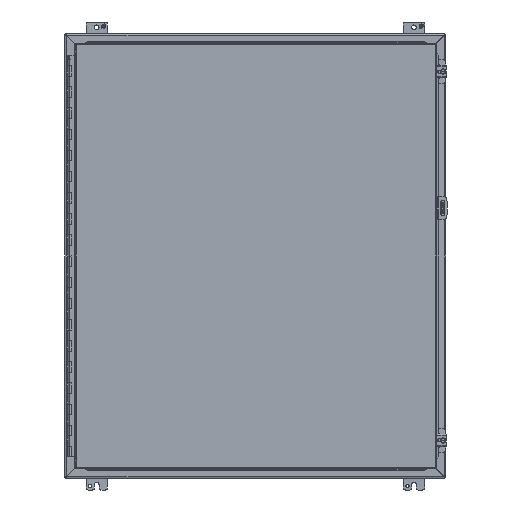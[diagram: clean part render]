
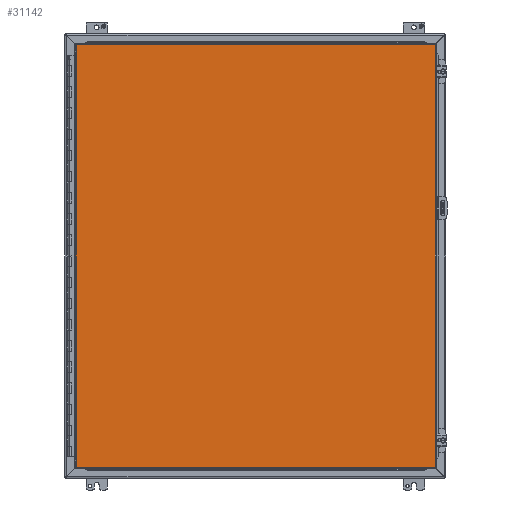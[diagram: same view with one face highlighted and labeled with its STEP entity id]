
A CAD part, front view. The second image highlights one B-rep face of the part: STEP entity #31142.
In plain terms, the highlighted planar face has unit normal (0, -1, 0).
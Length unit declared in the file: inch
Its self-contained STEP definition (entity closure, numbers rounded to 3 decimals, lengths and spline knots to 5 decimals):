
#229 = CARTESIAN_POINT ( 'NONE',  ( 17.017, -17.185, 19.9945 ) ) ;
#423 = PLANE ( 'NONE',  #18221 ) ;
#587 = CARTESIAN_POINT ( 'NONE',  ( 17.017, -17.185, -19.9945 ) ) ;
#1236 = ORIENTED_EDGE ( 'NONE', *, *, #42241, .F. ) ;
#2360 = EDGE_LOOP ( 'NONE', ( #41884, #27570, #1236, #34969 ) ) ;
#4304 = VECTOR ( 'NONE', #40512, 39.37008 ) ;
#4511 = VERTEX_POINT ( 'NONE', #16559 ) ;
#7719 = FACE_OUTER_BOUND ( 'NONE', #2360, .T. ) ;
#8701 = VERTEX_POINT ( 'NONE', #587 ) ;
#9316 = CARTESIAN_POINT ( 'NONE',  ( -16.955, -17.185, 19.9945 ) ) ;
#11958 = VERTEX_POINT ( 'NONE', #9316 ) ;
#11989 = DIRECTION ( 'NONE',  ( 0., 0., -1. ) ) ;
#15750 = EDGE_CURVE ( 'NONE', #11958, #4511, #39263, .T. ) ;
#16371 = CARTESIAN_POINT ( 'NONE',  ( -16.955, -17.185, 19.9945 ) ) ;
#16559 = CARTESIAN_POINT ( 'NONE',  ( 17.017, -17.185, 19.9945 ) ) ;
#18221 = AXIS2_PLACEMENT_3D ( 'NONE', #23083, #46466, #11989 ) ;
#23083 = CARTESIAN_POINT ( 'NONE',  ( -16.955, -17.185, -19.9945 ) ) ;
#23235 = EDGE_CURVE ( 'NONE', #8701, #23650, #30313, .T. ) ;
#23650 = VERTEX_POINT ( 'NONE', #37088 ) ;
#25168 = CARTESIAN_POINT ( 'NONE',  ( -16.955, -17.185, -19.9945 ) ) ;
#26063 = CARTESIAN_POINT ( 'NONE',  ( 17.017, -17.185, -19.9945 ) ) ;
#26302 = DIRECTION ( 'NONE',  ( -1., 0., 0. ) ) ;
#27151 = LINE ( 'NONE', #229, #38273 ) ;
#27570 = ORIENTED_EDGE ( 'NONE', *, *, #15750, .F. ) ;
#28927 = LINE ( 'NONE', #25168, #4304 ) ;
#29429 = EDGE_CURVE ( 'NONE', #4511, #8701, #27151, .T. ) ;
#30313 = LINE ( 'NONE', #26063, #32762 ) ;
#30408 = DIRECTION ( 'NONE',  ( 0., 0., -1. ) ) ;
#31142 = ADVANCED_FACE ( 'NONE', ( #7719 ), #423, .T. ) ;
#31714 = DIRECTION ( 'NONE',  ( 1., 0., 0. ) ) ;
#32762 = VECTOR ( 'NONE', #26302, 39.37008 ) ;
#34969 = ORIENTED_EDGE ( 'NONE', *, *, #23235, .F. ) ;
#37060 = VECTOR ( 'NONE', #31714, 39.37008 ) ;
#37088 = CARTESIAN_POINT ( 'NONE',  ( -16.955, -17.185, -19.9945 ) ) ;
#38273 = VECTOR ( 'NONE', #30408, 39.37008 ) ;
#39263 = LINE ( 'NONE', #16371, #37060 ) ;
#40512 = DIRECTION ( 'NONE',  ( 0., 0., 1. ) ) ;
#41884 = ORIENTED_EDGE ( 'NONE', *, *, #29429, .F. ) ;
#42241 = EDGE_CURVE ( 'NONE', #23650, #11958, #28927, .T. ) ;
#46466 = DIRECTION ( 'NONE',  ( 0., -1., 0. ) ) ;
